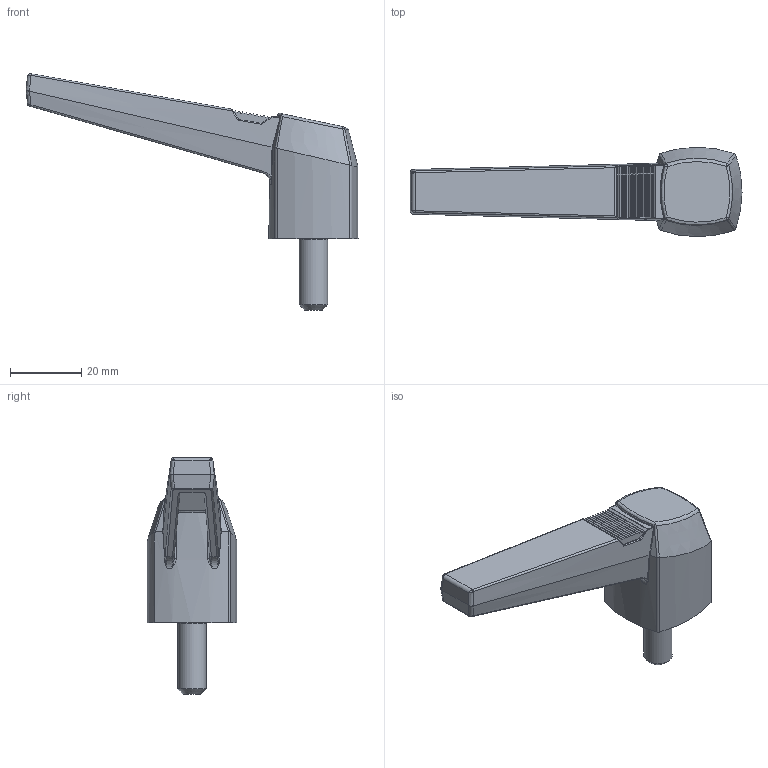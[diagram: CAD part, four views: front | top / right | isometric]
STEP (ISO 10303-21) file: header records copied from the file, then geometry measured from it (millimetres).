
FILE_DESCRIPTION( ( 'Unknown' ), '1' );
FILE_NAME( '6353350_KFP80_M08x20.stp', 'Unknown', ( 'Unknown' ), ( 'Unknown' ), 'PSStep 14.0', 'Unknown', ' ' );
FILE_SCHEMA( ( 'AUTOMOTIVE_DESIGN { 1 0 10303 214 1 1 1 1 }' ) );
Length unit declared in the file: millimetre
Products named in the file (1): 6353350
Bounding box: 92.99 x 25 x 66.22 mm (x, y, z)
Volume: 24945.6 mm3; surface area: 9241.2 mm2
Topology: 1 solids, 2 shells, 167 faces, 437 edges, 264 vertices
Faces by surface type: bspline 72, cylinder 44, plane 40, sphere 6, torus 3, cone 2
Full cylindrical faces by diameter (mm): 8 x2
Entity records: 12139 total; most frequent: CARTESIAN_POINT 7319, ORIENTED_EDGE 832, DIRECTION 564, EDGE_CURVE 416, VERTEX_POINT 261, AXIS2_PLACEMENT_3D 217, EDGE_LOOP 177, FACE_OUTER_BOUND 172
